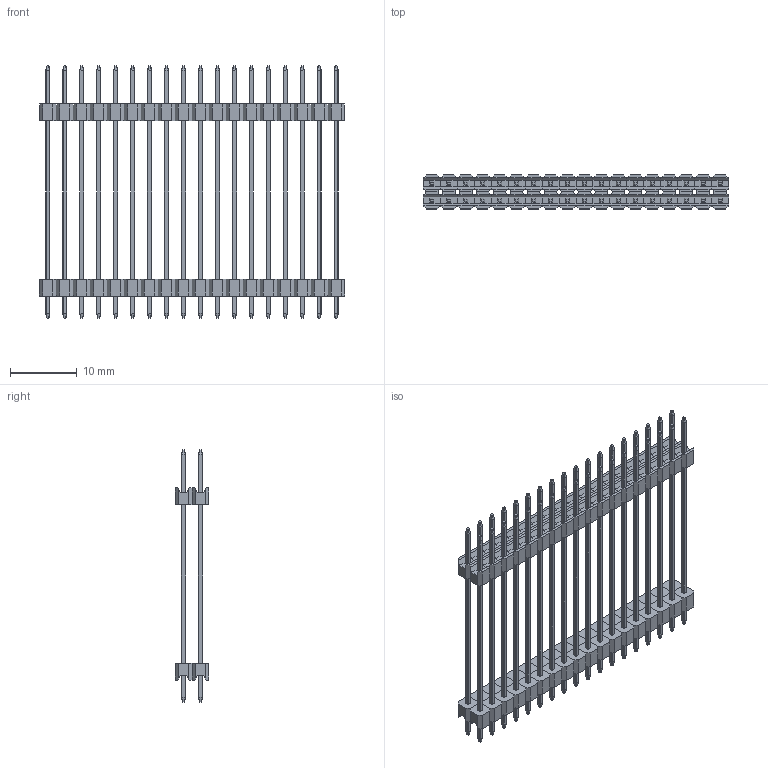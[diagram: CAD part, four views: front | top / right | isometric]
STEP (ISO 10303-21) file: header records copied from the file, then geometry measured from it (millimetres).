
FILE_DESCRIPTION(/* description */ (''),/* implementation_level */ '2;1');
FILE_NAME(/* name */ '2x18 Male Pim Header 37.80mm Pitch 2.54mm.stp',/* time_stamp */ '2019-10-22T08:53:25+02:00',/* author */ ('PCB-Tech'),/* organization */ (''),/* preprocessor_version */ 'ST-DEVELOPER v18',/* originating_system */ 'Autodesk Inventor 2020',/* authorisation */ '');
FILE_SCHEMA (('AUTOMOTIVE_DESIGN { 1 0 10303 214 3 1 1 }'));
Length unit declared in the file: millimetre
Products named in the file (5): 2x18 Male Pim Header 37.80mm Pitch 2.54mm; Male Pin 37.80mm; Insulator; Male Pin 37.80mm_MIR; Insulator_MIR
Assembly tree (108 placements, depth 2):
  2x18 Male Pim Header 37.80mm Pitch 2.54mm
    Male Pin 37.80mm  x18
    Insulator  x36
    Male Pin 37.80mm_MIR  x18
    Insulator_MIR  x36
Bounding box: 45.72 x 5.08 x 37.8 mm (x, y, z)
Volume: 1377 mm3; surface area: 6051.2 mm2
Topology: 108 solids, 108 shells, 3096 faces, 7776 edges, 4896 vertices
Faces by surface type: plane 3096
Entity records: 4706 total; most frequent: DIRECTION 794, CARTESIAN_POINT 745, ORIENTED_EDGE 624, LINE 312, VECTOR 312, EDGE_CURVE 312, AXIS2_PLACEMENT_3D 241, VERTEX_POINT 192
